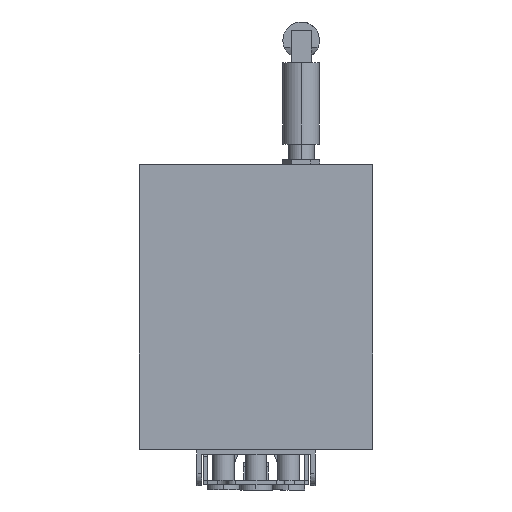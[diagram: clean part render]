
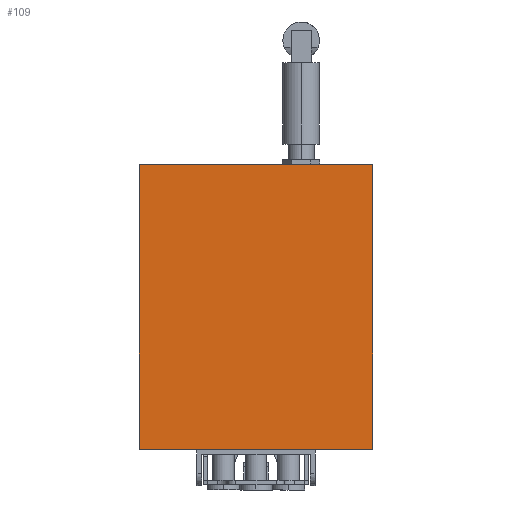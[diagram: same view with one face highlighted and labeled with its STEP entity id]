
A CAD part, front view. The second image highlights one B-rep face of the part: STEP entity #109.
In plain terms, the highlighted planar face has unit normal (0, -1, 0).
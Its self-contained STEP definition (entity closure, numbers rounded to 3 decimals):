
#82=AXIS2_PLACEMENT_3D('Plane Axis2P3D',#79,#80,#81) ;
#42=CARTESIAN_POINT('Vertex',(57.3,6.9,10.)) ;
#56=CARTESIAN_POINT('Vertex',(57.3,6.9,80.)) ;
#59=CARTESIAN_POINT('Line Origine',(57.3,6.9,45.)) ;
#79=CARTESIAN_POINT('Axis2P3D Location',(0.646,6.9,79.354)) ;
#84=CARTESIAN_POINT('Line Origine',(28.65,6.9,10.)) ;
#88=CARTESIAN_POINT('Vertex',(0.,6.9,10.)) ;
#91=CARTESIAN_POINT('Line Origine',(28.65,6.9,80.)) ;
#95=CARTESIAN_POINT('Vertex',(0.,6.9,80.)) ;
#98=CARTESIAN_POINT('Line Origine',(0.,6.9,45.)) ;
#60=DIRECTION('Vector Direction',(0.,0.,-1.)) ;
#80=DIRECTION('Axis2P3D Direction',(0.,-1.,0.)) ;
#81=DIRECTION('Axis2P3D XDirection',(-1.,0.,0.)) ;
#85=DIRECTION('Vector Direction',(1.,0.,0.)) ;
#92=DIRECTION('Vector Direction',(-1.,0.,0.)) ;
#99=DIRECTION('Vector Direction',(0.,0.,-1.)) ;
#61=VECTOR('Line Direction',#60,1.) ;
#86=VECTOR('Line Direction',#85,1.) ;
#93=VECTOR('Line Direction',#92,1.) ;
#100=VECTOR('Line Direction',#99,1.) ;
#104=ORIENTED_EDGE('',*,*,#90,.F.) ;
#105=ORIENTED_EDGE('',*,*,#63,.F.) ;
#106=ORIENTED_EDGE('',*,*,#97,.F.) ;
#107=ORIENTED_EDGE('',*,*,#102,.T.) ;
#109=ADVANCED_FACE('GEHAEUSE',(#108),#83,.T.) ;
#63=EDGE_CURVE('',#57,#43,#62,.T.) ;
#90=EDGE_CURVE('',#43,#89,#87,.F.) ;
#97=EDGE_CURVE('',#96,#57,#94,.F.) ;
#102=EDGE_CURVE('',#96,#89,#101,.T.) ;
#103=EDGE_LOOP('',(#104,#105,#106,#107)) ;
#108=FACE_OUTER_BOUND('',#103,.T.) ;
#62=LINE('Line',#59,#61) ;
#87=LINE('Line',#84,#86) ;
#94=LINE('Line',#91,#93) ;
#101=LINE('Line',#98,#100) ;
#83=PLANE('',#82) ;
#43=VERTEX_POINT('',#42) ;
#57=VERTEX_POINT('',#56) ;
#89=VERTEX_POINT('',#88) ;
#96=VERTEX_POINT('',#95) ;
